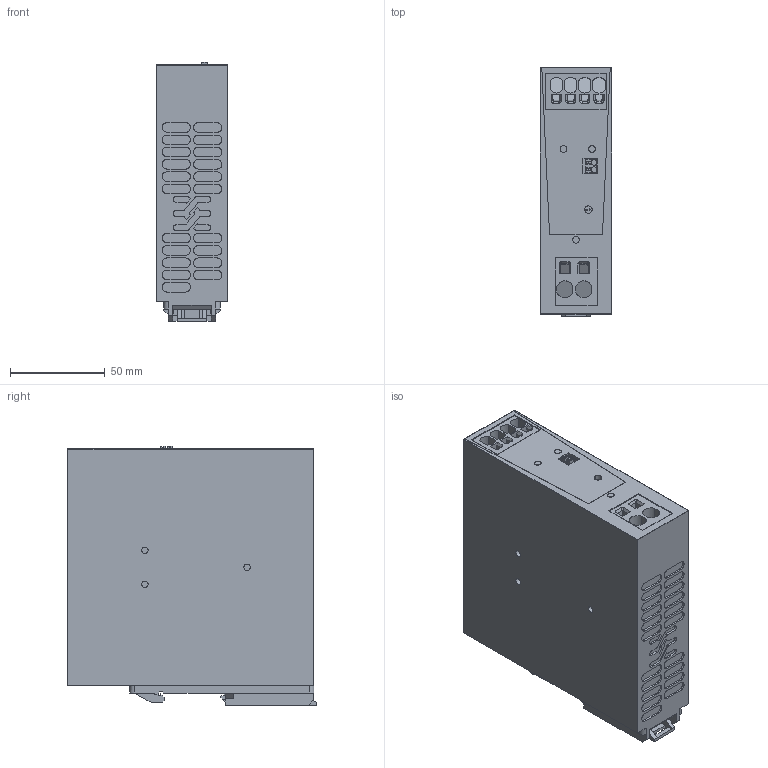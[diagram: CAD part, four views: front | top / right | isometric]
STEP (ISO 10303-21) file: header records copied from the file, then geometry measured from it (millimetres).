
FILE_DESCRIPTION(('CATIA V5R24 STEP','CAx-IF Rec.Pracs.--- Model Styling and Organization---1.2---2011-12-15'),'2;1');
FILE_NAME ('12040315_3_2486100000_S3D_PRO_RM_20.stp','2017-12-04T12:12:41+00:00',('none'),('Weidmueller'),'CATIA Version 5-6 Release 2014 SP4','CATIA V5 STEP AP214','none');
FILE_SCHEMA(('AUTOMOTIVE_DESIGN { 1 0 10303 214 1 1 1 1 }'));
Length unit declared in the file: millimetre
Products named in the file (1): 2486100000
Bounding box: 38 x 131.2 x 137.05 mm (x, y, z)
Volume: 627567.7 mm3; surface area: 81239.3 mm2
Topology: 13 solids, 13 shells, 686 faces, 1816 edges, 1225 vertices
Faces by surface type: plane 488, cylinder 174, bspline 12, extrusion 12
Entity records: 24677 total; most frequent: CARTESIAN_POINT 7769, ORIENTED_EDGE 3632, DIRECTION 2684, EDGE_CURVE 1816, VECTOR 1280, LINE 1268, VERTEX_POINT 1225, AXIS2_PLACEMENT_3D 831
